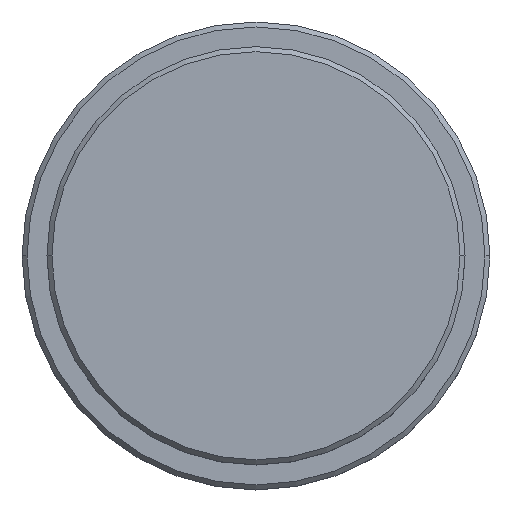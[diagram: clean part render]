
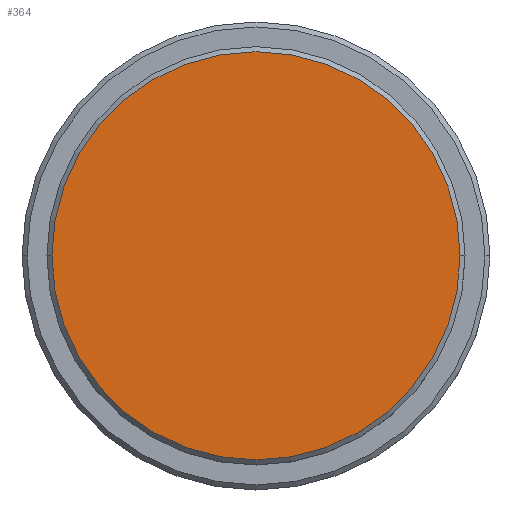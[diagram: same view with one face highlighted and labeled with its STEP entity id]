
A CAD part, top view. The second image highlights one B-rep face of the part: STEP entity #364.
In plain terms, the highlighted planar face has unit normal (0, 0, 1).
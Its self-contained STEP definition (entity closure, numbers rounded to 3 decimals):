
#111 = CARTESIAN_POINT ( 'NONE',  ( 0., 0., 0. ) ) ;
#114 = DIRECTION ( 'NONE',  ( 0., 0., 1. ) ) ;
#262 = AXIS2_PLACEMENT_3D ( 'NONE', #453, #114, #568 ) ;
#263 = CARTESIAN_POINT ( 'NONE',  ( 0., 0., 0. ) ) ;
#296 = DIRECTION ( 'NONE',  ( 0., 0., 1. ) ) ;
#364 = ADVANCED_FACE ( 'NONE', ( #922 ), #727, .T. ) ;
#374 = DIRECTION ( 'NONE',  ( 0., 0., 1. ) ) ;
#378 = ORIENTED_EDGE ( 'NONE', *, *, #1342, .T. ) ;
#453 = CARTESIAN_POINT ( 'NONE',  ( 0., 0., 0. ) ) ;
#476 = VERTEX_POINT ( 'NONE', #1087 ) ;
#568 = DIRECTION ( 'NONE',  ( 1., 0., 0. ) ) ;
#587 = EDGE_LOOP ( 'NONE', ( #378, #866 ) ) ;
#678 = CIRCLE ( 'NONE', #753, 20.5 ) ;
#727 = PLANE ( 'NONE',  #979 ) ;
#740 = CARTESIAN_POINT ( 'NONE',  ( 20.5, 0., 0. ) ) ;
#753 = AXIS2_PLACEMENT_3D ( 'NONE', #111, #296, #1095 ) ;
#807 = CIRCLE ( 'NONE', #262, 20.5 ) ;
#866 = ORIENTED_EDGE ( 'NONE', *, *, #1042, .T. ) ;
#922 = FACE_OUTER_BOUND ( 'NONE', #587, .T. ) ;
#979 = AXIS2_PLACEMENT_3D ( 'NONE', #263, #374, #1144 ) ;
#1042 = EDGE_CURVE ( 'NONE', #1371, #476, #807, .T. ) ;
#1087 = CARTESIAN_POINT ( 'NONE',  ( -20.5, 0., 0. ) ) ;
#1095 = DIRECTION ( 'NONE',  ( 1., 0., 0. ) ) ;
#1144 = DIRECTION ( 'NONE',  ( 1., 0., 0. ) ) ;
#1342 = EDGE_CURVE ( 'NONE', #476, #1371, #678, .T. ) ;
#1371 = VERTEX_POINT ( 'NONE', #740 ) ;
